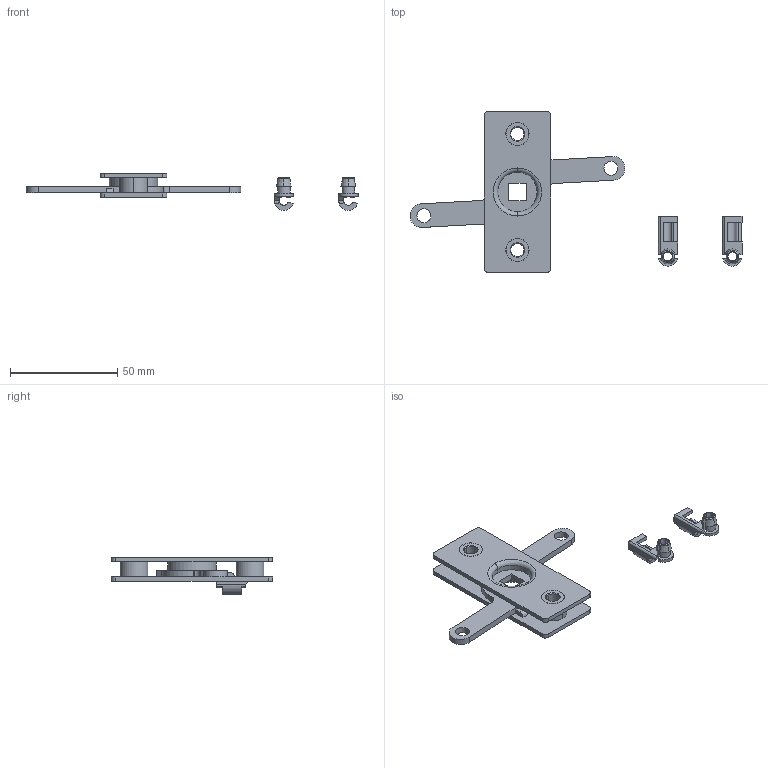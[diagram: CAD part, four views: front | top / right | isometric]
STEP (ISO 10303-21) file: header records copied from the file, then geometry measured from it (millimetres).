
FILE_DESCRIPTION (( 'STEP AP203' ), '1' );
FILE_NAME ('C-1257.STEP', '2021-07-07T08:55:01', ( '' ), ( '' ), 'SwSTEP 2.0', 'SolidWorks 2018', '' );
FILE_SCHEMA (( 'CONFIG_CONTROL_DESIGN' ));
Length unit declared in the file: millimetre
Products named in the file (6): C-1257_arm_; C-1257_bush_; C-1257_plate_; C-1257; C-1257_bass_; C-1257_liner__カシメ後
Assembly tree (7 placements, depth 2):
  C-1257
    C-1257_plate_
    C-1257_bass_
    C-1257_liner__カシメ後  x2
    C-1257_arm_
    C-1257_bush_  x2
Bounding box: 154.49 x 75 x 17.09 mm (x, y, z)
Volume: 15355.7 mm3; surface area: 17051 mm2
Topology: 7 solids, 7 shells, 232 faces, 592 edges, 380 vertices
Faces by surface type: plane 97, cylinder 93, cone 34, torus 8
Entity records: 5677 total; most frequent: CARTESIAN_POINT 940, DIRECTION 903, ORIENTED_EDGE 816, EDGE_CURVE 408, AXIS2_PLACEMENT_3D 341, VERTEX_POINT 262, LINE 221, VECTOR 221
